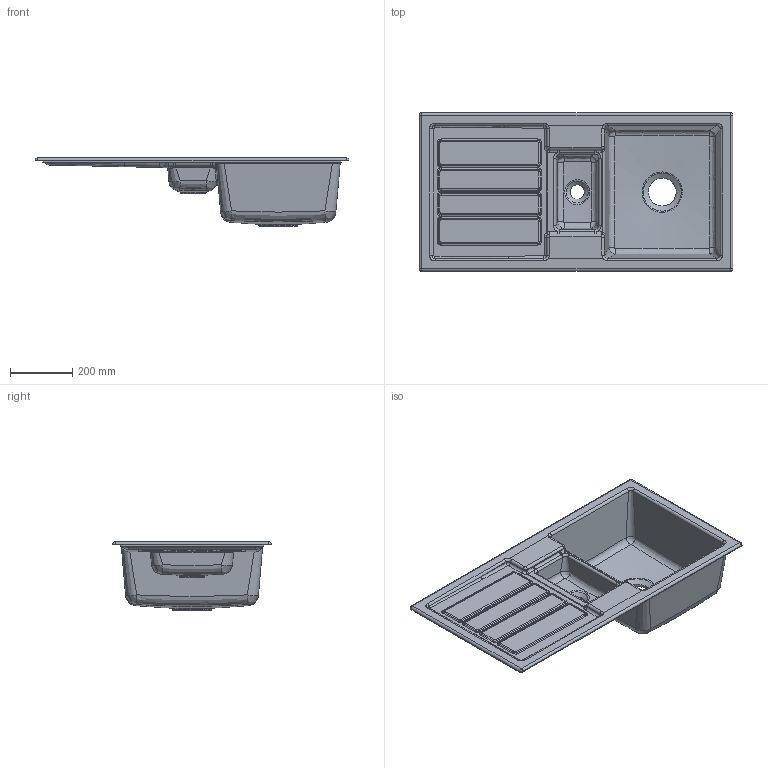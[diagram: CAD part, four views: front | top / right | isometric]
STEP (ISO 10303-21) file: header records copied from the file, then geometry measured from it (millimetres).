
FILE_DESCRIPTION(/* description */ (''),/* implementation_level */ '2;1');
FILE_NAME(/* name */ 'Spuele_3304_Flavia-60.stp',/* time_stamp */ '2019-02-27T09:08:59+01:00',/* author */ (''),/* organization */ (''),/* preprocessor_version */ 'ST-DEVELOPER v16',/* originating_system */ 'SIEMENS PLM Software NX 10.0',/* authorisation */ '');
FILE_SCHEMA (('AUTOMOTIVE_DESIGN { 1 0 10303 214 3 1 1 1 }'));
Length unit declared in the file: millimetre
Products named in the file (1): Sier21901581kq8y
Bounding box: 1011.4 x 511.4 x 220 mm (x, y, z)
Volume: 11069205.8 mm3; surface area: 1638714.7 mm2
Topology: 1 solids, 1 shells, 423 faces, 1014 edges, 591 vertices
Faces by surface type: bspline 207, cylinder 142, plane 51, cone 8, sphere 8, torus 7
Full cylindrical faces by diameter (mm): 46 x1, 90 x1
Entity records: 20351 total; most frequent: CARTESIAN_POINT 13856, ORIENTED_EDGE 1962, EDGE_CURVE 981, B_SPLINE_CURVE_WITH_KNOTS 693, VERTEX_POINT 585, EDGE_LOOP 452, DIRECTION 434, ADVANCED_FACE 423
